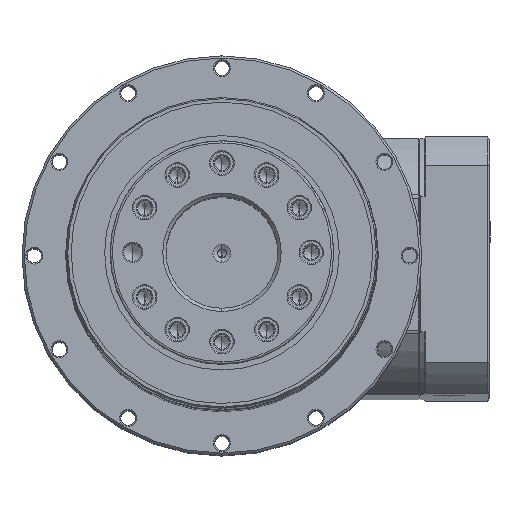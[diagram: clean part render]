
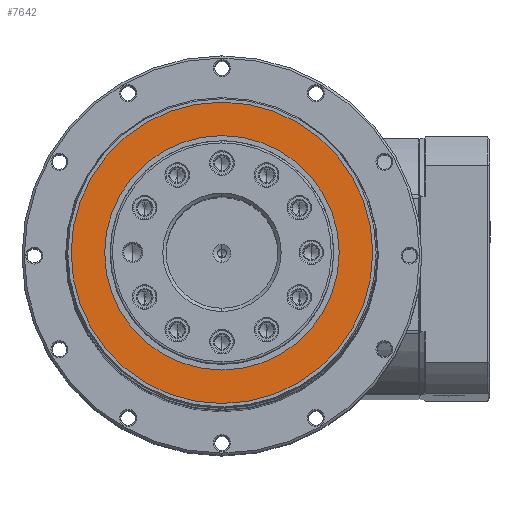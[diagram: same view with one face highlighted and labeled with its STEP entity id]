
A CAD part, left-side view. The second image highlights one B-rep face of the part: STEP entity #7642.
In plain terms, the highlighted face is planar.
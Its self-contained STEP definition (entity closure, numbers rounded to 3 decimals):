
#1428 = CARTESIAN_POINT ( 'NONE',  ( 6.02, 0., -52.5 ) ) ;
#1870 = EDGE_LOOP ( 'NONE', ( #6751, #44291 ) ) ;
#2011 = DIRECTION ( 'NONE',  ( 0., 0., -1. ) ) ;
#3359 = DIRECTION ( 'NONE',  ( -1., 0., 0. ) ) ;
#6751 = ORIENTED_EDGE ( 'NONE', *, *, #38395, .T. ) ;
#7642 = ADVANCED_FACE ( 'NONE', ( #34548, #16529 ), #43150, .F. ) ;
#10146 = EDGE_CURVE ( 'NONE', #12710, #46502, #46406, .T. ) ;
#12358 = CARTESIAN_POINT ( 'NONE',  ( 6.02, 0., 0. ) ) ;
#12710 = VERTEX_POINT ( 'NONE', #13154 ) ;
#13154 = CARTESIAN_POINT ( 'NONE',  ( 6.02, 0., 67.5 ) ) ;
#13215 = AXIS2_PLACEMENT_3D ( 'NONE', #39707, #18165, #43312 ) ;
#15362 = EDGE_CURVE ( 'NONE', #38229, #42523, #45608, .T. ) ;
#15990 = DIRECTION ( 'NONE',  ( 0., 0., -1. ) ) ;
#16146 = DIRECTION ( 'NONE',  ( -1., 0., 0. ) ) ;
#16529 = FACE_OUTER_BOUND ( 'NONE', #1870, .T. ) ;
#18165 = DIRECTION ( 'NONE',  ( 1., 0., 0. ) ) ;
#23652 = DIRECTION ( 'NONE',  ( -1., 0., 0. ) ) ;
#24966 = CARTESIAN_POINT ( 'NONE',  ( 6.02, 0., 0. ) ) ;
#27002 = CARTESIAN_POINT ( 'NONE',  ( 6.02, 0., 52.5 ) ) ;
#27829 = ORIENTED_EDGE ( 'NONE', *, *, #15362, .F. ) ;
#28554 = DIRECTION ( 'NONE',  ( 0., 0., -1. ) ) ;
#28670 = CIRCLE ( 'NONE', #33145, 67.5 ) ;
#30336 = AXIS2_PLACEMENT_3D ( 'NONE', #45087, #23652, #2011 ) ;
#31746 = EDGE_CURVE ( 'NONE', #42523, #38229, #45142, .T. ) ;
#32138 = ORIENTED_EDGE ( 'NONE', *, *, #31746, .F. ) ;
#33145 = AXIS2_PLACEMENT_3D ( 'NONE', #24966, #3359, #28554 ) ;
#33432 = AXIS2_PLACEMENT_3D ( 'NONE', #12358, #37558, #15990 ) ;
#34548 = FACE_BOUND ( 'NONE', #38146, .T. ) ;
#35626 = CARTESIAN_POINT ( 'NONE',  ( 6.02, 0., -67.5 ) ) ;
#37558 = DIRECTION ( 'NONE',  ( -1., 0., 0. ) ) ;
#37702 = CARTESIAN_POINT ( 'NONE',  ( 6.02, 0., 0. ) ) ;
#38146 = EDGE_LOOP ( 'NONE', ( #32138, #27829 ) ) ;
#38229 = VERTEX_POINT ( 'NONE', #27002 ) ;
#38395 = EDGE_CURVE ( 'NONE', #46502, #12710, #28670, .T. ) ;
#39707 = CARTESIAN_POINT ( 'NONE',  ( 6.02, 0., 0. ) ) ;
#41322 = DIRECTION ( 'NONE',  ( 0., 0., -1. ) ) ;
#42523 = VERTEX_POINT ( 'NONE', #1428 ) ;
#43150 = PLANE ( 'NONE',  #13215 ) ;
#43312 = DIRECTION ( 'NONE',  ( 0., 0., -1. ) ) ;
#43740 = AXIS2_PLACEMENT_3D ( 'NONE', #37702, #16146, #41322 ) ;
#44291 = ORIENTED_EDGE ( 'NONE', *, *, #10146, .T. ) ;
#45087 = CARTESIAN_POINT ( 'NONE',  ( 6.02, 0., 0. ) ) ;
#45142 = CIRCLE ( 'NONE', #43740, 52.5 ) ;
#45608 = CIRCLE ( 'NONE', #30336, 52.5 ) ;
#46406 = CIRCLE ( 'NONE', #33432, 67.5 ) ;
#46502 = VERTEX_POINT ( 'NONE', #35626 ) ;
